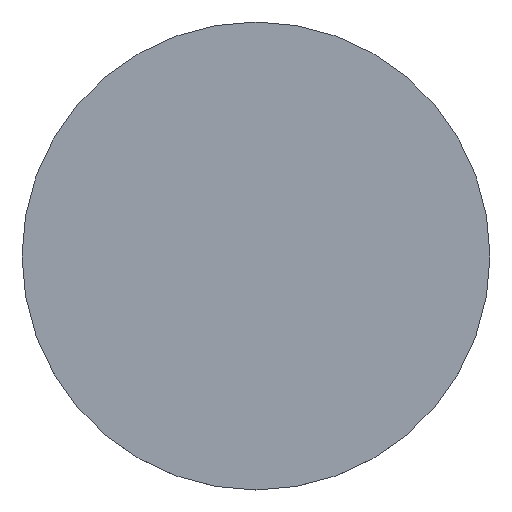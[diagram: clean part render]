
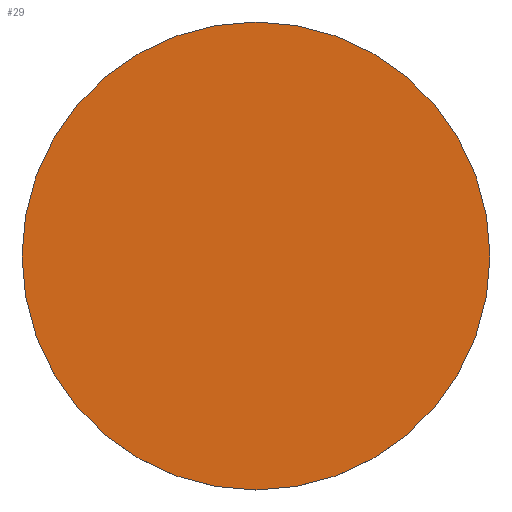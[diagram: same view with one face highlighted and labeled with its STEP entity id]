
A CAD part, top view. The second image highlights one B-rep face of the part: STEP entity #29.
In plain terms, the highlighted planar face has unit normal (0, 0, 1).
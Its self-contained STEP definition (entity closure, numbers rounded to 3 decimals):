
#2 = PLANE ( 'NONE',  #60 ) ;
#6 = DIRECTION ( 'NONE',  ( 1., 0., 0. ) ) ;
#7 = CIRCLE ( 'NONE', #69, 63.5 ) ;
#9 = CARTESIAN_POINT ( 'NONE',  ( 0., 0., 3. ) ) ;
#23 = AXIS2_PLACEMENT_3D ( 'NONE', #9, #156, #6 ) ;
#29 = ADVANCED_FACE ( 'NONE', ( #166 ), #2, .T. ) ;
#37 = CARTESIAN_POINT ( 'NONE',  ( 0., 0., 3. ) ) ;
#51 = ORIENTED_EDGE ( 'NONE', *, *, #149, .T. ) ;
#58 = CARTESIAN_POINT ( 'NONE',  ( 0., 0., 3. ) ) ;
#60 = AXIS2_PLACEMENT_3D ( 'NONE', #58, #75, #154 ) ;
#64 = CIRCLE ( 'NONE', #23, 63.5 ) ;
#69 = AXIS2_PLACEMENT_3D ( 'NONE', #37, #108, #128 ) ;
#75 = DIRECTION ( 'NONE',  ( 0., 0., 1. ) ) ;
#88 = CARTESIAN_POINT ( 'NONE',  ( 63.5, 0., 3. ) ) ;
#99 = EDGE_CURVE ( 'NONE', #105, #151, #64, .T. ) ;
#105 = VERTEX_POINT ( 'NONE', #88 ) ;
#108 = DIRECTION ( 'NONE',  ( 0., 0., 1. ) ) ;
#128 = DIRECTION ( 'NONE',  ( 1., 0., 0. ) ) ;
#133 = ORIENTED_EDGE ( 'NONE', *, *, #99, .T. ) ;
#142 = EDGE_LOOP ( 'NONE', ( #51, #133 ) ) ;
#149 = EDGE_CURVE ( 'NONE', #151, #105, #7, .T. ) ;
#151 = VERTEX_POINT ( 'NONE', #158 ) ;
#154 = DIRECTION ( 'NONE',  ( 1., 0., 0. ) ) ;
#156 = DIRECTION ( 'NONE',  ( 0., 0., 1. ) ) ;
#158 = CARTESIAN_POINT ( 'NONE',  ( -63.5, 0., 3. ) ) ;
#166 = FACE_OUTER_BOUND ( 'NONE', #142, .T. ) ;
